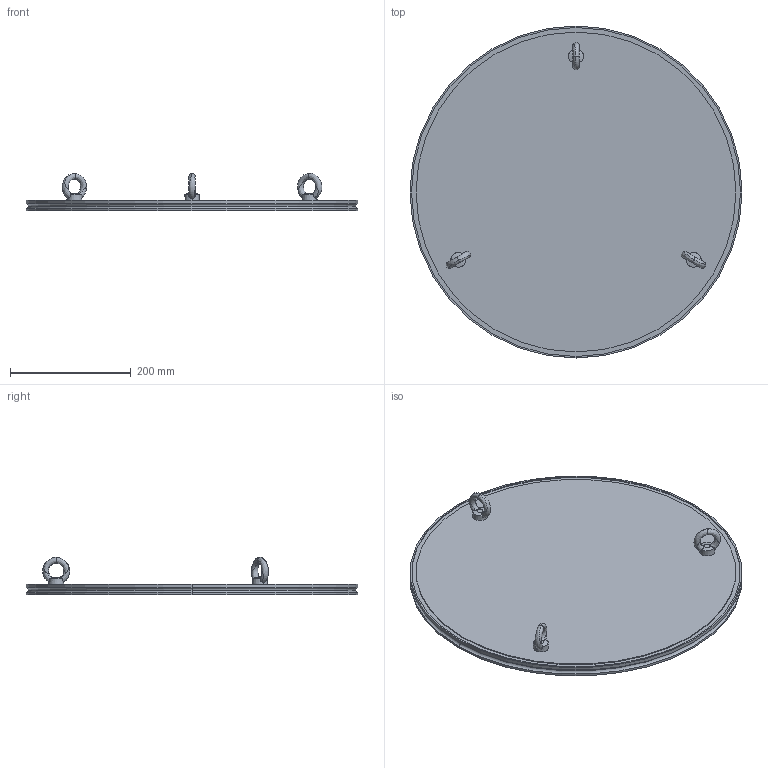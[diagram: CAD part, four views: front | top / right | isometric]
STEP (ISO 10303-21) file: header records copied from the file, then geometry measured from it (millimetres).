
FILE_DESCRIPTION (( 'STEP AP214' ), '1' );
FILE_NAME ('820KMD500.stp', '2017-07-10T08:25:41', ( '' ), ( '' ), 'SwSTEP 2.0', 'SolidWorks 2015', '' );
FILE_SCHEMA (( 'AUTOMOTIVE_DESIGN' ));
Length unit declared in the file: millimetre
Products named in the file (1): 820KMD500
Bounding box: 550 x 550 x 61.99 mm (x, y, z)
Volume: 3982582.2 mm3; surface area: 541223.1 mm2
Topology: 1 solids, 1 shells, 53 faces, 134 edges, 84 vertices
Faces by surface type: bspline 12, cone 12, cylinder 12, plane 9, torus 8
Entity records: 4523 total; most frequent: CARTESIAN_POINT 2708, ORIENTED_EDGE 268, DIRECTION 232, EDGE_CURVE 134, AXIS2_PLACEMENT_3D 104, VERTEX_POINT 84, CIRCLE 62, EDGE_LOOP 60
